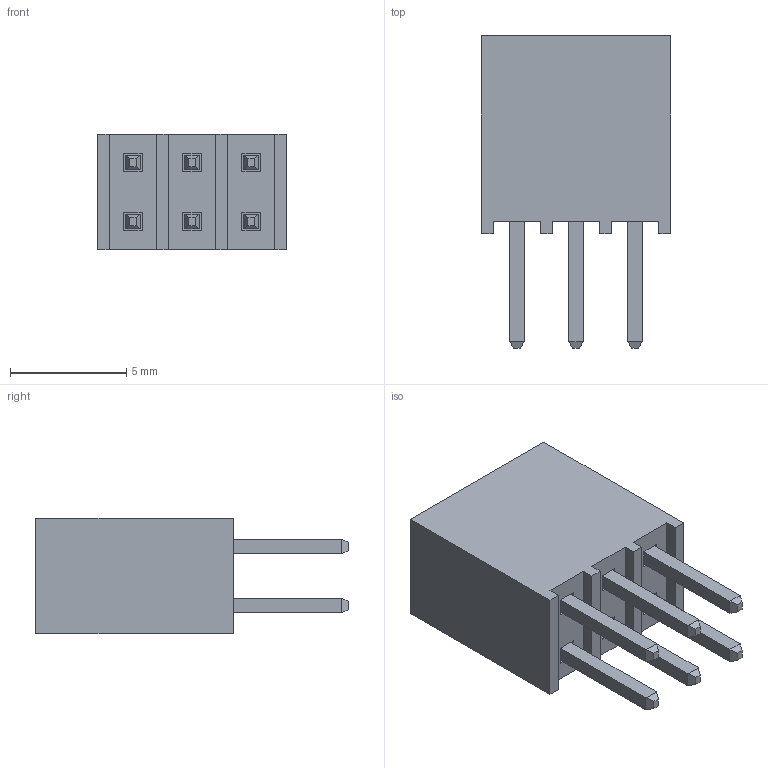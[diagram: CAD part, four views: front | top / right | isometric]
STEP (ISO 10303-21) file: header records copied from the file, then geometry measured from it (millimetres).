
FILE_DESCRIPTION( ( 'STEP AP214' ), '1' );
FILE_NAME( 'SSQ-103-02-G-D.stp', '2020-08-10T04:28:38', ( 'License CC BY-ND 4.0' ), ( 'CADENAS' ), ' ', 'PARTsolutions', ' ' );
FILE_SCHEMA( ( 'AUTOMOTIVE_DESIGN { 1 0 10303 214 1 1 1 1 }' ) );
Length unit declared in the file: inch
Products named in the file (3): SSQ-103-02-G-D; _T1SSQ-103-02-G-D; _P2SSQ-103-02-G-D
Assembly tree (2 placements, depth 2):
  SSQ-103-02-G-D
    _T1SSQ-103-02-G-D
    _P2SSQ-103-02-G-D
Bounding box: 8.13 x 13.44 x 4.95 mm (x, y, z)
Volume: 314.2 mm3; surface area: 590.5 mm2
Topology: 2 solids, 2 shells, 102 faces, 276 edges, 184 vertices
Faces by surface type: plane 102
Entity records: 4034 total; most frequent: CARTESIAN_POINT 565, ORIENTED_EDGE 552, DIRECTION 486, EDGE_CURVE 276, LINE 276, VECTOR 276, VERTEX_POINT 184, EDGE_LOOP 120
